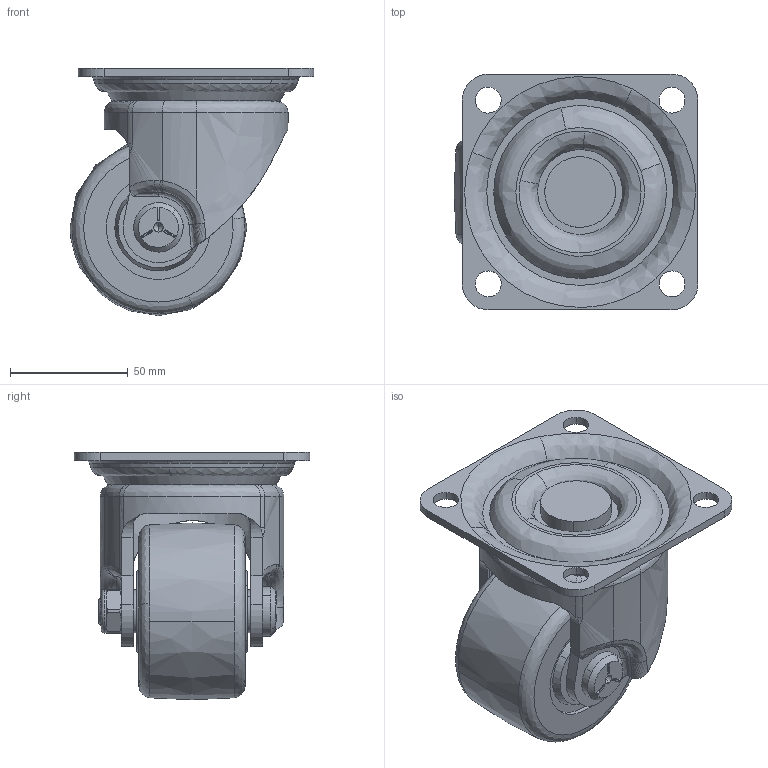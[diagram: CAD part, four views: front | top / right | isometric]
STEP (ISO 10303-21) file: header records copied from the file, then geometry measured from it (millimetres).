
FILE_DESCRIPTION((''),'2;1');
FILE_NAME('','2006-01-18T13:48:44',(''),(''),'','CADfix','');
FILE_SCHEMA(('AUTOMOTIVE_DESIGN'));
Length unit declared in the file: millimetre
Products named in the file (8): nut; seal; wheel; mounting plate; main shaft; body; axle; TCA_54WW_NRB75_14230_36
Assembly tree (7 placements, depth 2):
  TCA_54WW_NRB75_14230_36
    nut
    seal
    wheel
    mounting plate
    main shaft
    body
    axle
Bounding box: 103.5 x 100 x 105 mm (x, y, z)
Volume: 340995 mm3; surface area: 88281.5 mm2
Topology: 7 solids, 7 shells, 279 faces, 921 edges, 668 vertices
Faces by surface type: bspline 279
Entity records: 18169 total; most frequent: CARTESIAN_POINT 12609, ORIENTED_EDGE 1836, EDGE_CURVE 918, B_SPLINE_CURVE_WITH_KNOTS 687, VERTEX_POINT 668, EDGE_LOOP 316, FACE_OUTER_BOUND 279, ADVANCED_FACE 279
